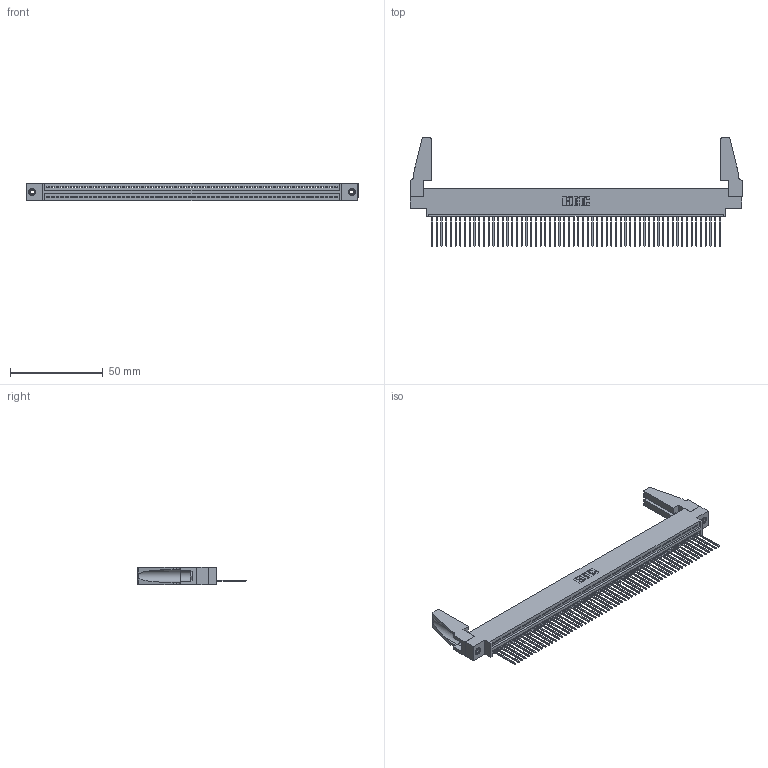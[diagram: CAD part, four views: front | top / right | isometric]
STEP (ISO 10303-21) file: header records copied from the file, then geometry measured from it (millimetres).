
FILE_DESCRIPTION (( 'STEP AP203' ), '1' );
FILE_NAME ('395-062-542-688.STEP', '2019-10-24T19:18:34', ( '' ), ( '' ), 'SwSTEP 2.0', 'SolidWorks 2016', '' );
FILE_SCHEMA (( 'CONFIG_CONTROL_DESIGN' ));
Length unit declared in the file: inch
Products named in the file (5): 345-292-001_345-293-142; 345 Part_0.170 Offset - 0.156 Dia-TH; 395-062-542-688; 345-220-078_345-220-088; 345-250-001_345-250-001-102
Assembly tree (67 placements, depth 2):
  395-062-542-688
    345 Part_0.170 Offset - 0.156 Dia-TH
    345-292-001_345-293-142  x62
    345-250-001_345-250-001-102  x2
    345-220-078_345-220-088  x2
Bounding box: 178.71 x 58.47 x 9.4 mm (x, y, z)
Volume: 20415.4 mm3; surface area: 27207.9 mm2
Topology: 67 solids, 67 shells, 3850 faces, 11579 edges, 7626 vertices
Faces by surface type: plane 2636, cylinder 1198, cone 12, torus 4
Entity records: 46268 total; most frequent: CARTESIAN_POINT 8004, ORIENTED_EDGE 7960, DIRECTION 6968, EDGE_CURVE 3980, LINE 3558, VECTOR 3558, VERTEX_POINT 2646, AXIS2_PLACEMENT_3D 1705
